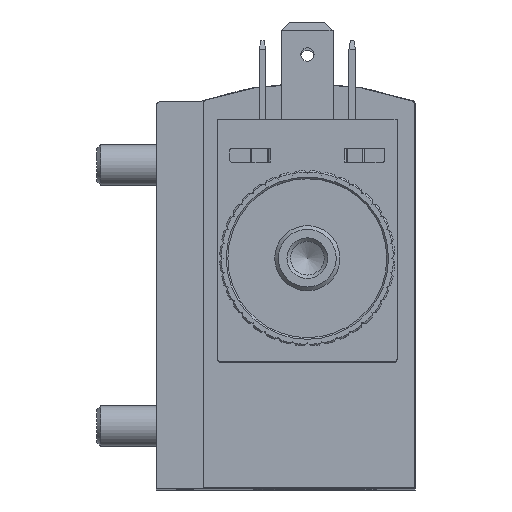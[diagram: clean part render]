
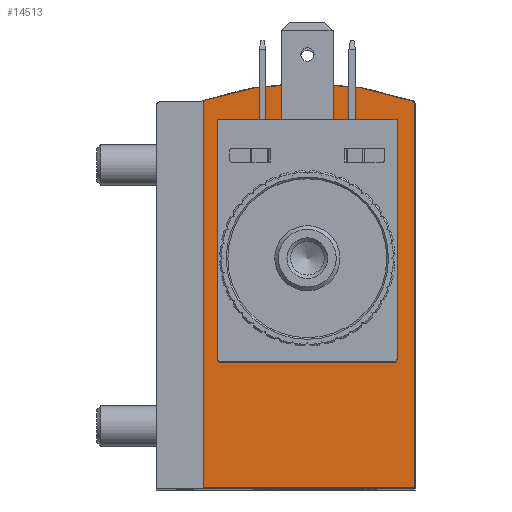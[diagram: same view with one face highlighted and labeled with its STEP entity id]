
A CAD part, top view. The second image highlights one B-rep face of the part: STEP entity #14513.
In plain terms, the highlighted planar face has unit normal (0, 0, 1).
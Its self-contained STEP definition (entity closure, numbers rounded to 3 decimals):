
#181=PLANE('',#15366);
#813=LINE('',#20416,#1803);
#815=LINE('',#20420,#1805);
#825=LINE('',#20467,#1815);
#1803=VECTOR('',#16858,1000.);
#1805=VECTOR('',#16862,1000.);
#1815=VECTOR('',#16908,1000.);
#2995=ORIENTED_EDGE('',*,*,#6185,.T.);
#2996=ORIENTED_EDGE('',*,*,#6152,.T.);
#2997=ORIENTED_EDGE('',*,*,#6154,.T.);
#2998=ORIENTED_EDGE('',*,*,#6156,.T.);
#2999=ORIENTED_EDGE('',*,*,#6183,.T.);
#3000=ORIENTED_EDGE('',*,*,#6184,.T.);
#3001=ORIENTED_EDGE('',*,*,#5909,.T.);
#5909=EDGE_CURVE('',#7533,#7532,#8653,.T.);
#6152=EDGE_CURVE('',#7532,#7752,#8758,.T.);
#6154=EDGE_CURVE('',#7752,#7753,#813,.T.);
#6156=EDGE_CURVE('',#7753,#7754,#815,.T.);
#6183=EDGE_CURVE('',#7754,#7773,#825,.T.);
#6184=EDGE_CURVE('',#7773,#7533,#8776,.T.);
#6185=EDGE_CURVE('',#7774,#7774,#8777,.T.);
#7532=VERTEX_POINT('',#19896);
#7533=VERTEX_POINT('',#19898);
#7752=VERTEX_POINT('',#20411);
#7753=VERTEX_POINT('',#20415);
#7754=VERTEX_POINT('',#20419);
#7773=VERTEX_POINT('',#20466);
#7774=VERTEX_POINT('',#20472);
#8653=CIRCLE('',#15204,39.5);
#8758=CIRCLE('',#15343,0.5);
#8776=CIRCLE('',#15365,0.5);
#8777=CIRCLE('',#15367,5.);
#9238=EDGE_LOOP('',(#2995));
#9239=EDGE_LOOP('',(#2996,#2997,#2998,#2999,#3000,#3001));
#10150=FACE_BOUND('',#9238,.T.);
#10151=FACE_BOUND('',#9239,.T.);
#14513=ADVANCED_FACE('',(#10150,#10151),#181,.T.);
#15204=AXIS2_PLACEMENT_3D('',#19897,#16443,#16444);
#15343=AXIS2_PLACEMENT_3D('',#20412,#16853,#16854);
#15365=AXIS2_PLACEMENT_3D('',#20469,#16911,#16912);
#15366=AXIS2_PLACEMENT_3D('',#20470,#16913,#16914);
#15367=AXIS2_PLACEMENT_3D('',#20471,#16915,#16916);
#16443=DIRECTION('',(0.,0.,1.));
#16444=DIRECTION('',(1.,0.,0.));
#16853=DIRECTION('',(0.,0.,1.));
#16854=DIRECTION('',(1.,0.,0.));
#16858=DIRECTION('',(0.,-1.,0.));
#16862=DIRECTION('',(1.,0.,0.));
#16908=DIRECTION('',(0.,1.,0.));
#16911=DIRECTION('',(0.,0.,1.));
#16912=DIRECTION('',(1.,0.,0.));
#16913=DIRECTION('',(0.,0.,1.));
#16914=DIRECTION('',(1.,0.,0.));
#16915=DIRECTION('',(0.,0.,-1.));
#16916=DIRECTION('',(-1.,0.,0.));
#19896=CARTESIAN_POINT('',(-12.407,47.701,65.8));
#19897=CARTESIAN_POINT('',(0.,10.2,65.8));
#19898=CARTESIAN_POINT('',(12.812,47.564,65.8));
#20411=CARTESIAN_POINT('',(-12.75,47.226,65.8));
#20412=CARTESIAN_POINT('',(-12.25,47.226,65.8));
#20415=CARTESIAN_POINT('',(-12.75,0.1,65.8));
#20416=CARTESIAN_POINT('',(-12.75,47.226,65.8));
#20419=CARTESIAN_POINT('',(13.15,0.1,65.8));
#20420=CARTESIAN_POINT('',(-12.75,0.1,65.8));
#20466=CARTESIAN_POINT('',(13.15,47.091,65.8));
#20467=CARTESIAN_POINT('',(13.15,0.1,65.8));
#20469=CARTESIAN_POINT('',(12.65,47.091,65.8));
#20470=CARTESIAN_POINT('',(-12.25,47.226,65.8));
#20471=CARTESIAN_POINT('',(0.,28.2,65.8));
#20472=CARTESIAN_POINT('',(-5.,28.2,65.8));
